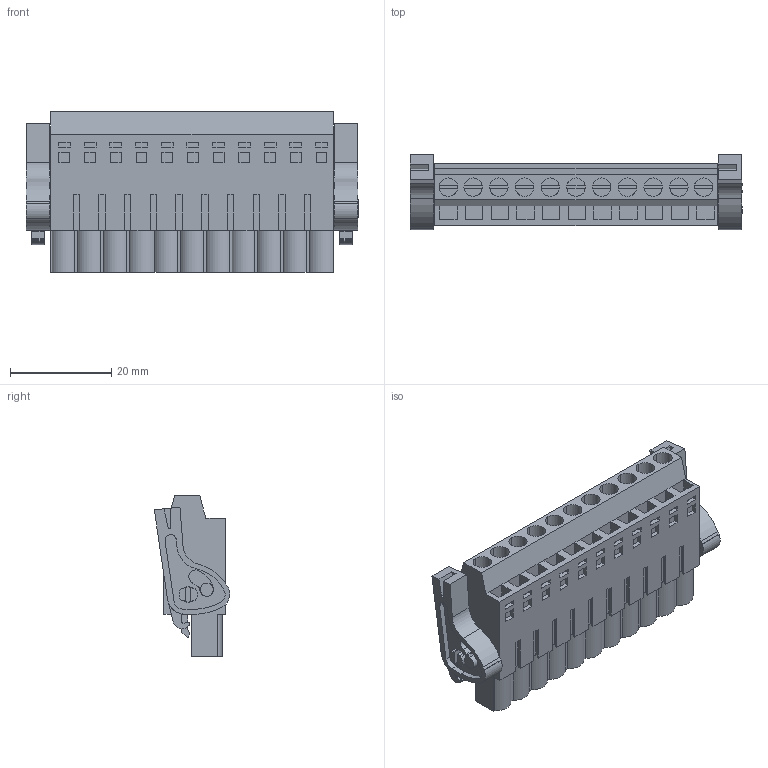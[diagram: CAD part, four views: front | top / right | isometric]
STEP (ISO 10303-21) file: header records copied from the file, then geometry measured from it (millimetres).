
FILE_DESCRIPTION(('CATIA V5 STEP Exchange','CAx-IF Rec.Pracs.--- Model Styling and Organization---1.2---2011-12-15'),'2;1');
FILE_NAME ('D1458702_0_1890310000_1890310000.stp','2017-10-31T20:50:03+00:00',('none'),('Weidmueller'),'CATIA Version 5-6 Release 2014','CATIA V5 STEP AP214','none');
FILE_SCHEMA(('AUTOMOTIVE_DESIGN { 1 0 10303 214 1 1 1 1 }'));
Length unit declared in the file: millimetre
Products named in the file (1): 1890310000
Bounding box: 65.58 x 14.91 x 31.8 mm (x, y, z)
Volume: 16157.6 mm3; surface area: 10250.1 mm2
Topology: 14 solids, 14 shells, 880 faces, 2443 edges, 1658 vertices
Faces by surface type: plane 700, cylinder 180
Entity records: 27585 total; most frequent: CARTESIAN_POINT 5350, ORIENTED_EDGE 4886, DIRECTION 3570, EDGE_CURVE 2443, VECTOR 2019, LINE 2019, VERTEX_POINT 1658, EDGE_LOOP 955
